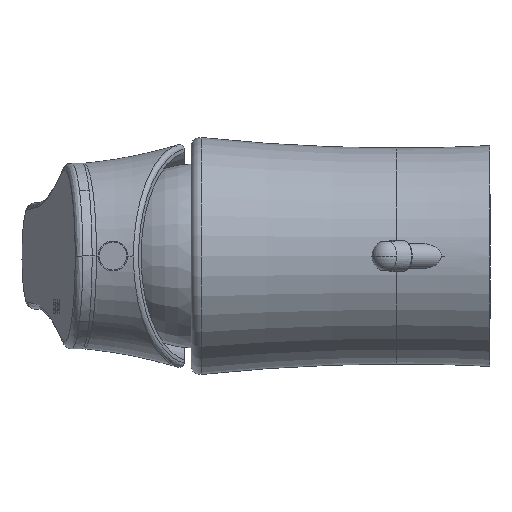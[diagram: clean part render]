
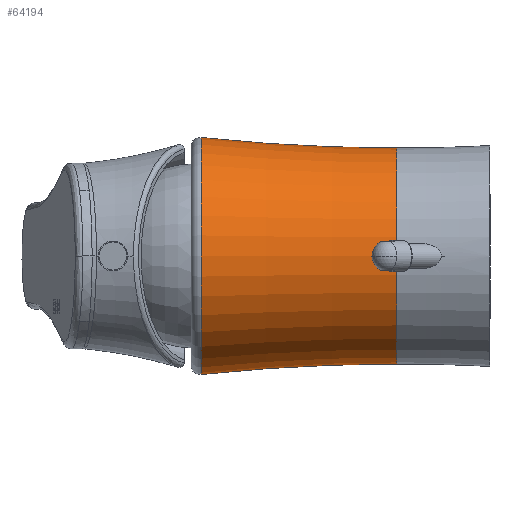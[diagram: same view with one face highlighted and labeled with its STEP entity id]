
A CAD part, left-side view. The second image highlights one B-rep face of the part: STEP entity #64194.
In plain terms, the highlighted toroidal (fillet/blend) face has major radius 423.488 mm and minor radius 400 mm.
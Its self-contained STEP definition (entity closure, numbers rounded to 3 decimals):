
#3404 = CARTESIAN_POINT ( 'NONE',  ( 0., 20.239, 23.488 ) ) ;
#3451 = CARTESIAN_POINT ( 'NONE',  ( 0., 20.239, -23.488 ) ) ;
#3462 = CARTESIAN_POINT ( 'NONE',  ( 0., 62.787, -25.757 ) ) ;
#9731 = CARTESIAN_POINT ( 'NONE',  ( 0., 62.787, 25.757 ) ) ;
#13175 = CARTESIAN_POINT ( 'NONE',  ( 0., 20.239, 0. ) ) ;
#13177 = DIRECTION ( 'NONE',  ( 0., -1., 0. ) ) ;
#13179 = DIRECTION ( 'NONE',  ( 0., 0., -1. ) ) ;
#16619 = AXIS2_PLACEMENT_3D ( 'NONE', #13175, #13177, #13179 ) ;
#18615 = FACE_OUTER_BOUND ( 'NONE', #32116, .T. ) ;
#18619 = TOROIDAL_SURFACE ( 'NONE', #16619, 423.488, 400. ) ;
#27394 = AXIS2_PLACEMENT_3D ( 'NONE', #108609, #108611, #108613 ) ;
#27455 = AXIS2_PLACEMENT_3D ( 'NONE', #109197, #109199, #109200 ) ;
#27888 = AXIS2_PLACEMENT_3D ( 'NONE', #125834, #125836, #125838 ) ;
#27890 = AXIS2_PLACEMENT_3D ( 'NONE', #125847, #125849, #125851 ) ;
#32116 = EDGE_LOOP ( 'NONE', ( #138627, #138630, #138632, #138634 ) ) ;
#51445 = EDGE_CURVE ( 'NONE', #131927, #130363, #106829, .T. ) ;
#51543 = EDGE_CURVE ( 'NONE', #130259, #131927, #107103, .T. ) ;
#54566 = EDGE_CURVE ( 'NONE', #130343, #130363, #118819, .T. ) ;
#54569 = EDGE_CURVE ( 'NONE', #130259, #130343, #118825, .T. ) ;
#64194 = ADVANCED_FACE ( 'NONE', ( #18615 ), #18619, .F. ) ;
#106829 = CIRCLE ( 'NONE', #27394, 25.757 ) ;
#107103 = CIRCLE ( 'NONE', #27455, 400. ) ;
#108609 = CARTESIAN_POINT ( 'NONE',  ( 0., 62.787, 0. ) ) ;
#108611 = DIRECTION ( 'NONE',  ( 0., -1., 0. ) ) ;
#108613 = DIRECTION ( 'NONE',  ( 0., 0., -1. ) ) ;
#109197 = CARTESIAN_POINT ( 'NONE',  ( 0., 20.239, 423.488 ) ) ;
#109199 = DIRECTION ( 'NONE',  ( 1., 0., 0. ) ) ;
#109200 = DIRECTION ( 'NONE',  ( 0., 0., -1. ) ) ;
#118819 = CIRCLE ( 'NONE', #27888, 400. ) ;
#118825 = CIRCLE ( 'NONE', #27890, 23.488 ) ;
#125834 = CARTESIAN_POINT ( 'NONE',  ( 0., 20.239, -423.488 ) ) ;
#125836 = DIRECTION ( 'NONE',  ( -1., 0., 0. ) ) ;
#125838 = DIRECTION ( 'NONE',  ( 0., 0., 1. ) ) ;
#125847 = CARTESIAN_POINT ( 'NONE',  ( 0., 20.239, 0. ) ) ;
#125849 = DIRECTION ( 'NONE',  ( 0., -1., 0. ) ) ;
#125851 = DIRECTION ( 'NONE',  ( 0., 0., -1. ) ) ;
#130259 = VERTEX_POINT ( 'NONE', #3404 ) ;
#130343 = VERTEX_POINT ( 'NONE', #3451 ) ;
#130363 = VERTEX_POINT ( 'NONE', #3462 ) ;
#131927 = VERTEX_POINT ( 'NONE', #9731 ) ;
#138627 = ORIENTED_EDGE ( 'NONE', *, *, #54569, .F. ) ;
#138630 = ORIENTED_EDGE ( 'NONE', *, *, #51543, .T. ) ;
#138632 = ORIENTED_EDGE ( 'NONE', *, *, #51445, .T. ) ;
#138634 = ORIENTED_EDGE ( 'NONE', *, *, #54566, .F. ) ;
